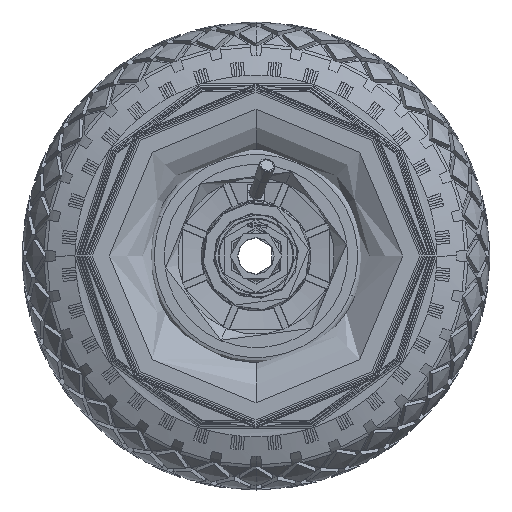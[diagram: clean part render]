
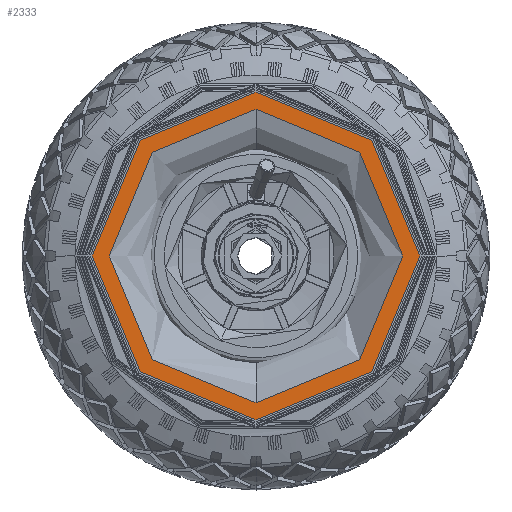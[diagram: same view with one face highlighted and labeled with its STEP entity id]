
A CAD part, front view. The second image highlights one B-rep face of the part: STEP entity #2333.
In plain terms, the highlighted planar face has unit normal (0, -1, 0).
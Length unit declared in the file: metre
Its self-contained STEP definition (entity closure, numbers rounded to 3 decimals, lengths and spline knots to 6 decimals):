
#2333=ADVANCED_FACE('18:8510',(#6830,#6831),#6832,.T.);
#6830=FACE_OUTER_BOUND('',#149875,.T.);
#6831=FACE_BOUND('',#149876,.T.);
#6832=PLANE('',#149877);
#149875=EDGE_LOOP('',(#240812,#240813));
#149876=EDGE_LOOP('',(#240814,#240815));
#149877=AXIS2_PLACEMENT_3D('',#240816,#240817,#240818);
#240812=ORIENTED_EDGE('',*,*,#261477,.F.);
#240813=ORIENTED_EDGE('',*,*,#265310,.F.);
#240814=ORIENTED_EDGE('',*,*,#262574,.F.);
#240815=ORIENTED_EDGE('',*,*,#262566,.F.);
#240816=CARTESIAN_POINT('',(-0.088,-0.0425,0.0));
#240817=DIRECTION('',(0.,-1.0,0.0));
#240818=DIRECTION('',(1.0,0.,0.0));
#261477=EDGE_CURVE('18:23018',#270528,#270524,#270530,.T.);
#262566=EDGE_CURVE('18:23021',#272615,#272617,#272618,.T.);
#262574=EDGE_CURVE('18:23021',#272617,#272615,#272628,.T.);
#265310=EDGE_CURVE('18:23018',#270524,#270528,#276895,.T.);
#270524=VERTEX_POINT('',#290422);
#270528=VERTEX_POINT('',#290427);
#270530=CIRCLE('',#290430,0.091);
#272615=VERTEX_POINT('',#296416);
#272617=VERTEX_POINT('',#296418);
#272618=CIRCLE('',#296419,0.0815);
#272628=CIRCLE('',#296429,0.0815);
#276895=CIRCLE('',#312197,0.091);
#290422=CARTESIAN_POINT('',(-0.091,-0.0425,0.));
#290427=CARTESIAN_POINT('',(0.091,-0.0425,0.));
#290430=AXIS2_PLACEMENT_3D('',#329128,#329129,#329130);
#296416=CARTESIAN_POINT('',(0.,-0.0425,-0.0815));
#296418=CARTESIAN_POINT('',(0.,-0.0425,0.0815));
#296419=AXIS2_PLACEMENT_3D('',#330522,#330523,#330524);
#296429=AXIS2_PLACEMENT_3D('',#330546,#330547,#330548);
#312197=AXIS2_PLACEMENT_3D('',#331627,#331628,#331629);
#329128=CARTESIAN_POINT('',(0.0,-0.0425,0.0));
#329129=DIRECTION('',(0.0,1.0,-0.0));
#329130=DIRECTION('',(-1.0,0.0,0.0));
#330522=CARTESIAN_POINT('',(0.,-0.0425,0.0));
#330523=DIRECTION('',(0.,-1.0,-0.0));
#330524=DIRECTION('',(-1.0,0.,0.0));
#330546=CARTESIAN_POINT('',(0.,-0.0425,0.0));
#330547=DIRECTION('',(0.,-1.0,-0.0));
#330548=DIRECTION('',(-1.0,0.,0.0));
#331627=CARTESIAN_POINT('',(0.0,-0.0425,0.0));
#331628=DIRECTION('',(0.0,1.0,-0.0));
#331629=DIRECTION('',(-1.0,0.0,0.0));
